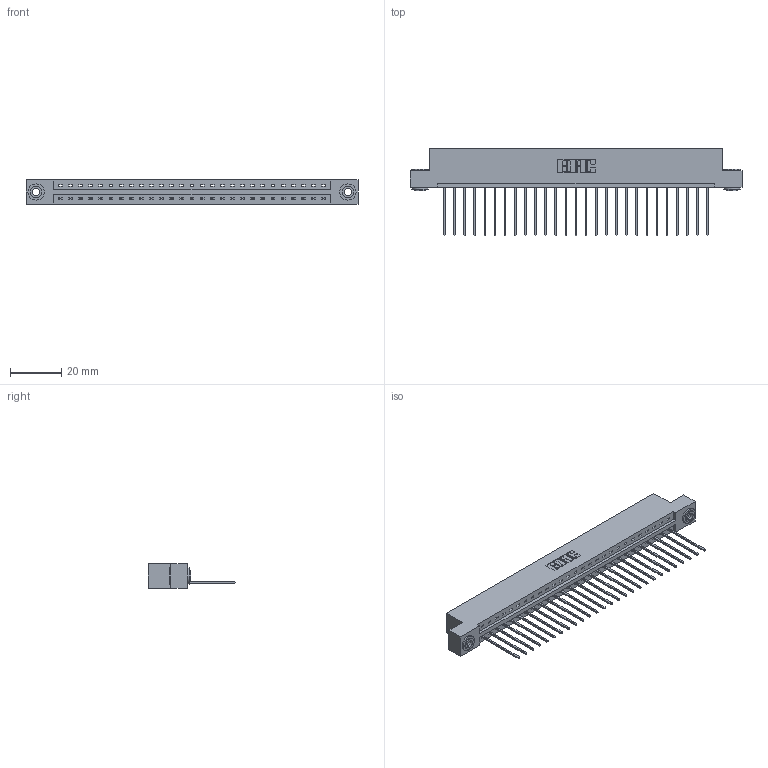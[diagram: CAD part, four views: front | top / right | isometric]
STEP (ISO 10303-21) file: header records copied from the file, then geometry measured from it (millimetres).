
FILE_DESCRIPTION (( 'STEP AP203' ), '1' );
FILE_NAME ('387-027-541-103.STEP', '2018-09-16T15:17:26', ( '' ), ( '' ), 'SwSTEP 2.0', 'SolidWorks 2016', '' );
FILE_SCHEMA (( 'CONFIG_CONTROL_DESIGN' ));
Length unit declared in the file: inch
Products named in the file (4): 345-292-001_345-293-141; 345-250-002_345-250-002-102; 387-027-541-103; 337 Part_Flush Mounting Lugs - 0.156 Dia-TH
Assembly tree (30 placements, depth 2):
  387-027-541-103
    337 Part_Flush Mounting Lugs - 0.156 Dia-TH
    345-292-001_345-293-141  x27
    345-250-002_345-250-002-102  x2
Bounding box: 130 x 34.3 x 9.4 mm (x, y, z)
Volume: 13431.8 mm3; surface area: 14577.3 mm2
Topology: 30 solids, 30 shells, 1826 faces, 5463 edges, 3602 vertices
Faces by surface type: plane 1322, cylinder 496, cone 8
Entity records: 22678 total; most frequent: CARTESIAN_POINT 3926, ORIENTED_EDGE 3882, DIRECTION 3369, EDGE_CURVE 1941, VECTOR 1789, LINE 1789, VERTEX_POINT 1290, AXIS2_PLACEMENT_3D 790
